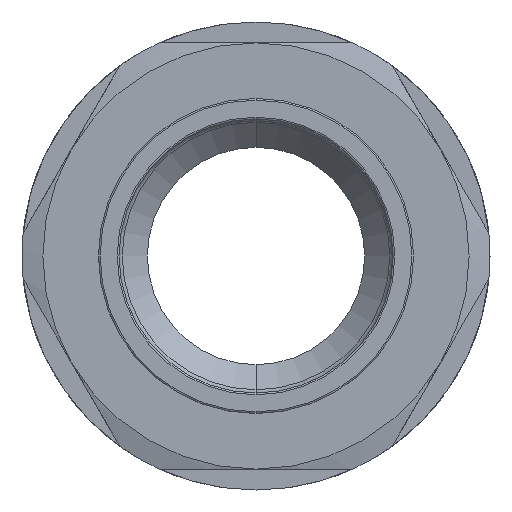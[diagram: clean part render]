
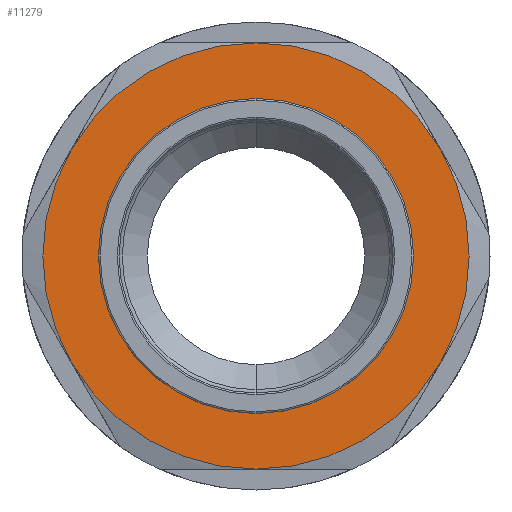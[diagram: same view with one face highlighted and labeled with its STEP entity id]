
A CAD part, front view. The second image highlights one B-rep face of the part: STEP entity #11279.
In plain terms, the highlighted planar face has unit normal (0, -1, 0).
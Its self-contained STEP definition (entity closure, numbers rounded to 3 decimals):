
#9 = DIRECTION ( 'NONE',  ( 0., 0., 1. ) ) ;
#39 = EDGE_CURVE ( 'NONE', #2294, #12133, #5326, .T. ) ;
#241 = CARTESIAN_POINT ( 'NONE',  ( 0., -29., 0. ) ) ;
#316 = DIRECTION ( 'NONE',  ( 0., -1., 0. ) ) ;
#569 = CARTESIAN_POINT ( 'NONE',  ( 0., -29., 0. ) ) ;
#596 = EDGE_CURVE ( 'NONE', #5012, #13200, #10405, .T. ) ;
#667 = DIRECTION ( 'NONE',  ( 0., 1., 0. ) ) ;
#1175 = DIRECTION ( 'NONE',  ( 0., 1., 0. ) ) ;
#1181 = AXIS2_PLACEMENT_3D ( 'NONE', #2669, #15762, #9 ) ;
#1494 = AXIS2_PLACEMENT_3D ( 'NONE', #4181, #1519, #10764 ) ;
#1519 = DIRECTION ( 'NONE',  ( 0., 1., 0. ) ) ;
#2267 = VERTEX_POINT ( 'NONE', #4589 ) ;
#2294 = VERTEX_POINT ( 'NONE', #3298 ) ;
#2645 = DIRECTION ( 'NONE',  ( 0., 0., 1. ) ) ;
#2669 = CARTESIAN_POINT ( 'NONE',  ( 0., -29., 0. ) ) ;
#3140 = FACE_BOUND ( 'NONE', #13834, .T. ) ;
#3298 = CARTESIAN_POINT ( 'NONE',  ( 22.084, -29., 12.75 ) ) ;
#3441 = CIRCLE ( 'NONE', #13013, 25.5 ) ;
#4181 = CARTESIAN_POINT ( 'NONE',  ( 0., -29., 0. ) ) ;
#4241 = AXIS2_PLACEMENT_3D ( 'NONE', #241, #11803, #2645 ) ;
#4518 = CIRCLE ( 'NONE', #1494, 25.5 ) ;
#4589 = CARTESIAN_POINT ( 'NONE',  ( 0., -29., 25.5 ) ) ;
#4625 = DIRECTION ( 'NONE',  ( 0., 0., 1. ) ) ;
#4820 = CARTESIAN_POINT ( 'NONE',  ( -22.084, -29., 12.75 ) ) ;
#5012 = VERTEX_POINT ( 'NONE', #12603 ) ;
#5097 = ORIENTED_EDGE ( 'NONE', *, *, #9925, .T. ) ;
#5212 = CARTESIAN_POINT ( 'NONE',  ( 0., -29., -25.5 ) ) ;
#5326 = CIRCLE ( 'NONE', #15160, 25.5 ) ;
#6032 = ORIENTED_EDGE ( 'NONE', *, *, #6624, .F. ) ;
#6047 = VERTEX_POINT ( 'NONE', #11570 ) ;
#6160 = VERTEX_POINT ( 'NONE', #4820 ) ;
#6624 = EDGE_CURVE ( 'NONE', #8969, #6047, #16604, .T. ) ;
#6984 = EDGE_LOOP ( 'NONE', ( #6032, #7685, #7078, #14019, #7578, #9002 ) ) ;
#7078 = ORIENTED_EDGE ( 'NONE', *, *, #39, .F. ) ;
#7182 = CARTESIAN_POINT ( 'NONE',  ( 0., -29., 0. ) ) ;
#7192 = CARTESIAN_POINT ( 'NONE',  ( 0., -29., 0. ) ) ;
#7578 = ORIENTED_EDGE ( 'NONE', *, *, #13768, .F. ) ;
#7685 = ORIENTED_EDGE ( 'NONE', *, *, #8759, .F. ) ;
#7856 = EDGE_CURVE ( 'NONE', #2267, #2294, #4518, .T. ) ;
#8265 = DIRECTION ( 'NONE',  ( 0., 1., 0. ) ) ;
#8697 = ORIENTED_EDGE ( 'NONE', *, *, #596, .T. ) ;
#8759 = EDGE_CURVE ( 'NONE', #12133, #8969, #3441, .T. ) ;
#8807 = CARTESIAN_POINT ( 'NONE',  ( 0., -29., 0. ) ) ;
#8969 = VERTEX_POINT ( 'NONE', #5212 ) ;
#9002 = ORIENTED_EDGE ( 'NONE', *, *, #11058, .F. ) ;
#9470 = CARTESIAN_POINT ( 'NONE',  ( 0., -29., 0. ) ) ;
#9925 = EDGE_CURVE ( 'NONE', #13200, #5012, #11929, .T. ) ;
#10018 = DIRECTION ( 'NONE',  ( 0., 0., -1. ) ) ;
#10405 = CIRCLE ( 'NONE', #13402, 18.85 ) ;
#10643 = CARTESIAN_POINT ( 'NONE',  ( 0., -29., 18.85 ) ) ;
#10764 = DIRECTION ( 'NONE',  ( 0., 0., 1. ) ) ;
#10796 = CIRCLE ( 'NONE', #4241, 25.5 ) ;
#10847 = FACE_OUTER_BOUND ( 'NONE', #6984, .T. ) ;
#11022 = PLANE ( 'NONE',  #13537 ) ;
#11058 = EDGE_CURVE ( 'NONE', #6047, #6160, #10796, .T. ) ;
#11279 = ADVANCED_FACE ( 'NONE', ( #3140, #10847 ), #11022, .T. ) ;
#11302 = DIRECTION ( 'NONE',  ( 0., 1., 0. ) ) ;
#11570 = CARTESIAN_POINT ( 'NONE',  ( -22.084, -29., -12.75 ) ) ;
#11803 = DIRECTION ( 'NONE',  ( 0., 1., 0. ) ) ;
#11878 = CARTESIAN_POINT ( 'NONE',  ( 0., -29., 0. ) ) ;
#11929 = CIRCLE ( 'NONE', #15209, 18.85 ) ;
#12133 = VERTEX_POINT ( 'NONE', #13290 ) ;
#12603 = CARTESIAN_POINT ( 'NONE',  ( 0., -29., -18.85 ) ) ;
#13013 = AXIS2_PLACEMENT_3D ( 'NONE', #7182, #667, #4625 ) ;
#13200 = VERTEX_POINT ( 'NONE', #10643 ) ;
#13290 = CARTESIAN_POINT ( 'NONE',  ( 22.084, -29., -12.75 ) ) ;
#13402 = AXIS2_PLACEMENT_3D ( 'NONE', #7192, #13780, #10018 ) ;
#13537 = AXIS2_PLACEMENT_3D ( 'NONE', #569, #316, #13759 ) ;
#13667 = DIRECTION ( 'NONE',  ( 0., 0., 1. ) ) ;
#13759 = DIRECTION ( 'NONE',  ( 0., 0., -1. ) ) ;
#13768 = EDGE_CURVE ( 'NONE', #6160, #2267, #15936, .T. ) ;
#13780 = DIRECTION ( 'NONE',  ( 0., 1., 0. ) ) ;
#13834 = EDGE_LOOP ( 'NONE', ( #8697, #5097 ) ) ;
#14019 = ORIENTED_EDGE ( 'NONE', *, *, #7856, .F. ) ;
#14962 = AXIS2_PLACEMENT_3D ( 'NONE', #8807, #11302, #16517 ) ;
#15160 = AXIS2_PLACEMENT_3D ( 'NONE', #9470, #8265, #13667 ) ;
#15209 = AXIS2_PLACEMENT_3D ( 'NONE', #11878, #1175, #16760 ) ;
#15762 = DIRECTION ( 'NONE',  ( 0., 1., 0. ) ) ;
#15936 = CIRCLE ( 'NONE', #1181, 25.5 ) ;
#16517 = DIRECTION ( 'NONE',  ( 0., 0., 1. ) ) ;
#16604 = CIRCLE ( 'NONE', #14962, 25.5 ) ;
#16760 = DIRECTION ( 'NONE',  ( 0., 0., -1. ) ) ;
